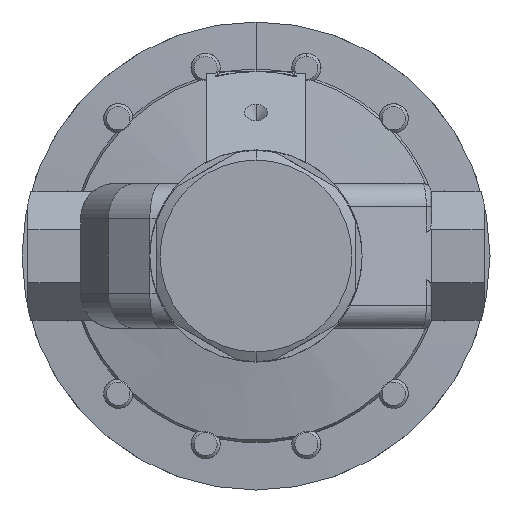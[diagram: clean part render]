
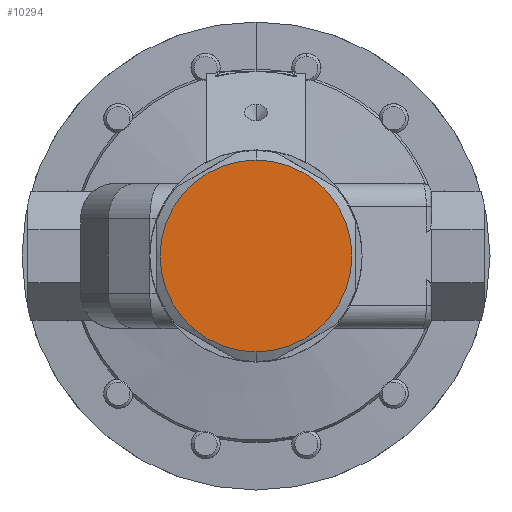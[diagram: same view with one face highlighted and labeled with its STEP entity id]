
A CAD part, front view. The second image highlights one B-rep face of the part: STEP entity #10294.
In plain terms, the highlighted planar face has unit normal (0, -1, 0).
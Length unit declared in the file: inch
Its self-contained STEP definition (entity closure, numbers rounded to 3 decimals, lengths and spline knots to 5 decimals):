
#915 = CARTESIAN_POINT ( 'NONE',  ( 1.3903, 0.27062, 4.30002 ) ) ;
#2132 = EDGE_LOOP ( 'NONE', ( #6726, #9424 ) ) ;
#2155 = DIRECTION ( 'NONE',  ( 0., 0., -1. ) ) ;
#3416 = PLANE ( 'NONE',  #8320 ) ;
#3475 = DIRECTION ( 'NONE',  ( 0., 1., 0. ) ) ;
#3971 = EDGE_CURVE ( 'NONE', #12452, #13063, #14845, .T. ) ;
#4817 = CIRCLE ( 'NONE', #6649, 1.025 ) ;
#4960 = CARTESIAN_POINT ( 'NONE',  ( 1.3903, 0.27062, 4.30002 ) ) ;
#6213 = DIRECTION ( 'NONE',  ( 0., 0., -1. ) ) ;
#6649 = AXIS2_PLACEMENT_3D ( 'NONE', #915, #9561, #2155 ) ;
#6726 = ORIENTED_EDGE ( 'NONE', *, *, #12624, .T. ) ;
#7041 = AXIS2_PLACEMENT_3D ( 'NONE', #4960, #13608, #6213 ) ;
#8320 = AXIS2_PLACEMENT_3D ( 'NONE', #10847, #3475, #12102 ) ;
#9323 = CARTESIAN_POINT ( 'NONE',  ( 1.3903, 0.27062, 5.32502 ) ) ;
#9424 = ORIENTED_EDGE ( 'NONE', *, *, #3971, .T. ) ;
#9561 = DIRECTION ( 'NONE',  ( 0., -1., 0. ) ) ;
#10294 = ADVANCED_FACE ( 'NONE', ( #14537 ), #3416, .F. ) ;
#10847 = CARTESIAN_POINT ( 'NONE',  ( 1.3903, 0.27062, 3.07315 ) ) ;
#12102 = DIRECTION ( 'NONE',  ( 0., 0., 1. ) ) ;
#12231 = CARTESIAN_POINT ( 'NONE',  ( 1.3903, 0.27062, 3.27502 ) ) ;
#12452 = VERTEX_POINT ( 'NONE', #12231 ) ;
#12624 = EDGE_CURVE ( 'NONE', #13063, #12452, #4817, .T. ) ;
#13063 = VERTEX_POINT ( 'NONE', #9323 ) ;
#13608 = DIRECTION ( 'NONE',  ( 0., -1., 0. ) ) ;
#14537 = FACE_OUTER_BOUND ( 'NONE', #2132, .T. ) ;
#14845 = CIRCLE ( 'NONE', #7041, 1.025 ) ;
